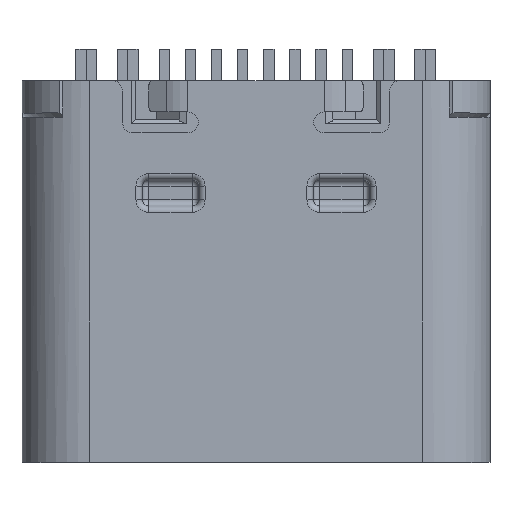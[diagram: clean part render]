
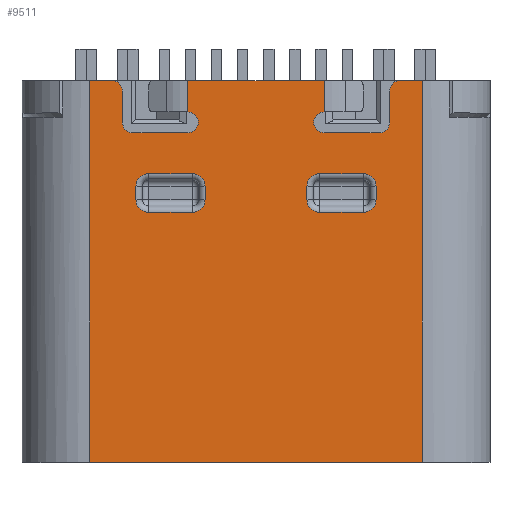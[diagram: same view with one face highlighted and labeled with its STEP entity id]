
A CAD part, top view. The second image highlights one B-rep face of the part: STEP entity #9511.
In plain terms, the highlighted planar face has unit normal (0, 0, 1).
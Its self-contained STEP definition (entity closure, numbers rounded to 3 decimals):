
#89=FACE_BOUND('',#1554,.T.);
#90=FACE_BOUND('',#1555,.T.);
#430=CIRCLE('',#10278,0.2);
#431=CIRCLE('',#10279,0.2);
#432=CIRCLE('',#10280,0.2);
#433=CIRCLE('',#10281,0.2);
#434=CIRCLE('',#10282,0.2);
#435=CIRCLE('',#10283,0.2);
#436=CIRCLE('',#10284,0.24);
#437=CIRCLE('',#10285,0.24);
#438=CIRCLE('',#10286,0.24);
#439=CIRCLE('',#10287,0.24);
#440=CIRCLE('',#10288,0.24);
#441=CIRCLE('',#10289,0.24);
#442=CIRCLE('',#10290,0.24);
#443=CIRCLE('',#10291,0.24);
#981=FACE_OUTER_BOUND('',#1553,.T.);
#1553=EDGE_LOOP('',(#7657,#7658,#7659,#7660,#7661,#7662,#7663,#7664,#7665,
#7666,#7667,#7668,#7669,#7670,#7671,#7672,#7673,#7674));
#1554=EDGE_LOOP('',(#7675,#7676,#7677,#7678,#7679,#7680,#7681,#7682));
#1555=EDGE_LOOP('',(#7683,#7684,#7685,#7686,#7687,#7688,#7689,#7690));
#2437=LINE('',#15139,#3442);
#2516=LINE('',#15433,#3521);
#2518=LINE('',#15443,#3523);
#2519=LINE('',#15445,#3524);
#2520=LINE('',#15447,#3525);
#2521=LINE('',#15451,#3526);
#2522=LINE('',#15455,#3527);
#2523=LINE('',#15459,#3528);
#2524=LINE('',#15461,#3529);
#2525=LINE('',#15463,#3530);
#2526=LINE('',#15467,#3531);
#2527=LINE('',#15470,#3532);
#2528=LINE('',#15473,#3533);
#2529=LINE('',#15477,#3534);
#2530=LINE('',#15481,#3535);
#2531=LINE('',#15485,#3536);
#2532=LINE('',#15489,#3537);
#2533=LINE('',#15493,#3538);
#2534=LINE('',#15497,#3539);
#2535=LINE('',#15501,#3540);
#3442=VECTOR('',#12106,1.);
#3521=VECTOR('',#12371,1.);
#3523=VECTOR('',#12381,1.);
#3524=VECTOR('',#12382,1.);
#3525=VECTOR('',#12383,1.);
#3526=VECTOR('',#12386,1.);
#3527=VECTOR('',#12389,1.);
#3528=VECTOR('',#12392,1.);
#3529=VECTOR('',#12393,1.);
#3530=VECTOR('',#12394,1.);
#3531=VECTOR('',#12397,1.);
#3532=VECTOR('',#12400,1.);
#3533=VECTOR('',#12401,1.);
#3534=VECTOR('',#12404,1.);
#3535=VECTOR('',#12407,1.);
#3536=VECTOR('',#12410,1.);
#3537=VECTOR('',#12413,1.);
#3538=VECTOR('',#12416,1.);
#3539=VECTOR('',#12419,1.);
#3540=VECTOR('',#12422,1.);
#4272=VERTEX_POINT('',#15136);
#4273=VERTEX_POINT('',#15138);
#4387=VERTEX_POINT('',#15432);
#4390=VERTEX_POINT('',#15440);
#4391=VERTEX_POINT('',#15441);
#4392=VERTEX_POINT('',#15444);
#4393=VERTEX_POINT('',#15446);
#4394=VERTEX_POINT('',#15448);
#4395=VERTEX_POINT('',#15450);
#4396=VERTEX_POINT('',#15452);
#4397=VERTEX_POINT('',#15454);
#4398=VERTEX_POINT('',#15456);
#4399=VERTEX_POINT('',#15458);
#4400=VERTEX_POINT('',#15460);
#4401=VERTEX_POINT('',#15462);
#4402=VERTEX_POINT('',#15464);
#4403=VERTEX_POINT('',#15466);
#4404=VERTEX_POINT('',#15468);
#4405=VERTEX_POINT('',#15471);
#4406=VERTEX_POINT('',#15472);
#4407=VERTEX_POINT('',#15474);
#4408=VERTEX_POINT('',#15476);
#4409=VERTEX_POINT('',#15478);
#4410=VERTEX_POINT('',#15480);
#4411=VERTEX_POINT('',#15482);
#4412=VERTEX_POINT('',#15484);
#4413=VERTEX_POINT('',#15487);
#4414=VERTEX_POINT('',#15488);
#4415=VERTEX_POINT('',#15490);
#4416=VERTEX_POINT('',#15492);
#4417=VERTEX_POINT('',#15494);
#4418=VERTEX_POINT('',#15496);
#4419=VERTEX_POINT('',#15498);
#4420=VERTEX_POINT('',#15500);
#5376=EDGE_CURVE('',#4273,#4272,#2437,.T.);
#5521=EDGE_CURVE('',#4387,#4273,#2516,.T.);
#5525=EDGE_CURVE('',#4390,#4391,#430,.T.);
#5526=EDGE_CURVE('',#4391,#4387,#2518,.T.);
#5527=EDGE_CURVE('',#4272,#4392,#2519,.T.);
#5528=EDGE_CURVE('',#4392,#4393,#2520,.T.);
#5529=EDGE_CURVE('',#4393,#4394,#431,.T.);
#5530=EDGE_CURVE('',#4394,#4395,#2521,.T.);
#5531=EDGE_CURVE('',#4396,#4395,#432,.T.);
#5532=EDGE_CURVE('',#4396,#4397,#2522,.T.);
#5533=EDGE_CURVE('',#4398,#4397,#433,.T.);
#5534=EDGE_CURVE('',#4398,#4399,#2523,.T.);
#5535=EDGE_CURVE('',#4399,#4400,#2524,.T.);
#5536=EDGE_CURVE('',#4401,#4400,#2525,.T.);
#5537=EDGE_CURVE('',#4402,#4401,#434,.T.);
#5538=EDGE_CURVE('',#4403,#4402,#2526,.T.);
#5539=EDGE_CURVE('',#4404,#4403,#435,.T.);
#5540=EDGE_CURVE('',#4390,#4404,#2527,.T.);
#5541=EDGE_CURVE('',#4405,#4406,#2528,.T.);
#5542=EDGE_CURVE('',#4406,#4407,#436,.T.);
#5543=EDGE_CURVE('',#4407,#4408,#2529,.T.);
#5544=EDGE_CURVE('',#4408,#4409,#437,.T.);
#5545=EDGE_CURVE('',#4409,#4410,#2530,.T.);
#5546=EDGE_CURVE('',#4410,#4411,#438,.T.);
#5547=EDGE_CURVE('',#4411,#4412,#2531,.T.);
#5548=EDGE_CURVE('',#4405,#4412,#439,.T.);
#5549=EDGE_CURVE('',#4413,#4414,#2532,.T.);
#5550=EDGE_CURVE('',#4414,#4415,#440,.T.);
#5551=EDGE_CURVE('',#4415,#4416,#2533,.T.);
#5552=EDGE_CURVE('',#4416,#4417,#441,.T.);
#5553=EDGE_CURVE('',#4417,#4418,#2534,.T.);
#5554=EDGE_CURVE('',#4418,#4419,#442,.T.);
#5555=EDGE_CURVE('',#4419,#4420,#2535,.T.);
#5556=EDGE_CURVE('',#4413,#4420,#443,.T.);
#7657=ORIENTED_EDGE('',*,*,#5525,.T.);
#7658=ORIENTED_EDGE('',*,*,#5526,.T.);
#7659=ORIENTED_EDGE('',*,*,#5521,.T.);
#7660=ORIENTED_EDGE('',*,*,#5376,.T.);
#7661=ORIENTED_EDGE('',*,*,#5527,.T.);
#7662=ORIENTED_EDGE('',*,*,#5528,.T.);
#7663=ORIENTED_EDGE('',*,*,#5529,.T.);
#7664=ORIENTED_EDGE('',*,*,#5530,.T.);
#7665=ORIENTED_EDGE('',*,*,#5531,.F.);
#7666=ORIENTED_EDGE('',*,*,#5532,.T.);
#7667=ORIENTED_EDGE('',*,*,#5533,.F.);
#7668=ORIENTED_EDGE('',*,*,#5534,.T.);
#7669=ORIENTED_EDGE('',*,*,#5535,.T.);
#7670=ORIENTED_EDGE('',*,*,#5536,.F.);
#7671=ORIENTED_EDGE('',*,*,#5537,.F.);
#7672=ORIENTED_EDGE('',*,*,#5538,.F.);
#7673=ORIENTED_EDGE('',*,*,#5539,.F.);
#7674=ORIENTED_EDGE('',*,*,#5540,.F.);
#7675=ORIENTED_EDGE('',*,*,#5541,.T.);
#7676=ORIENTED_EDGE('',*,*,#5542,.T.);
#7677=ORIENTED_EDGE('',*,*,#5543,.T.);
#7678=ORIENTED_EDGE('',*,*,#5544,.T.);
#7679=ORIENTED_EDGE('',*,*,#5545,.T.);
#7680=ORIENTED_EDGE('',*,*,#5546,.T.);
#7681=ORIENTED_EDGE('',*,*,#5547,.T.);
#7682=ORIENTED_EDGE('',*,*,#5548,.F.);
#7683=ORIENTED_EDGE('',*,*,#5549,.T.);
#7684=ORIENTED_EDGE('',*,*,#5550,.T.);
#7685=ORIENTED_EDGE('',*,*,#5551,.T.);
#7686=ORIENTED_EDGE('',*,*,#5552,.T.);
#7687=ORIENTED_EDGE('',*,*,#5553,.T.);
#7688=ORIENTED_EDGE('',*,*,#5554,.T.);
#7689=ORIENTED_EDGE('',*,*,#5555,.T.);
#7690=ORIENTED_EDGE('',*,*,#5556,.F.);
#9126=PLANE('',#10277);
#9511=ADVANCED_FACE('',(#981,#89,#90),#9126,.T.);
#10277=AXIS2_PLACEMENT_3D('',#15439,#12377,#12378);
#10278=AXIS2_PLACEMENT_3D('',#15442,#12379,#12380);
#10279=AXIS2_PLACEMENT_3D('',#15449,#12384,#12385);
#10280=AXIS2_PLACEMENT_3D('',#15453,#12387,#12388);
#10281=AXIS2_PLACEMENT_3D('',#15457,#12390,#12391);
#10282=AXIS2_PLACEMENT_3D('',#15465,#12395,#12396);
#10283=AXIS2_PLACEMENT_3D('',#15469,#12398,#12399);
#10284=AXIS2_PLACEMENT_3D('',#15475,#12402,#12403);
#10285=AXIS2_PLACEMENT_3D('',#15479,#12405,#12406);
#10286=AXIS2_PLACEMENT_3D('',#15483,#12408,#12409);
#10287=AXIS2_PLACEMENT_3D('',#15486,#12411,#12412);
#10288=AXIS2_PLACEMENT_3D('',#15491,#12414,#12415);
#10289=AXIS2_PLACEMENT_3D('',#15495,#12417,#12418);
#10290=AXIS2_PLACEMENT_3D('',#15499,#12420,#12421);
#10291=AXIS2_PLACEMENT_3D('',#15502,#12423,#12424);
#12106=DIRECTION('',(1.,0.,0.));
#12371=DIRECTION('',(0.,-1.,0.));
#12377=DIRECTION('center_axis',(0.,0.,1.));
#12378=DIRECTION('ref_axis',(1.,0.,0.));
#12379=DIRECTION('center_axis',(0.,0.,1.));
#12380=DIRECTION('ref_axis',(1.,0.,0.));
#12381=DIRECTION('',(-1.,0.,0.));
#12382=DIRECTION('',(0.,1.,0.));
#12383=DIRECTION('',(-1.,0.,0.));
#12384=DIRECTION('center_axis',(0.,0.,1.));
#12385=DIRECTION('ref_axis',(1.,0.,0.));
#12386=DIRECTION('',(0.,-1.,0.));
#12387=DIRECTION('center_axis',(0.,0.,1.));
#12388=DIRECTION('ref_axis',(1.,0.,0.));
#12389=DIRECTION('',(-1.,0.,0.));
#12390=DIRECTION('center_axis',(0.,0.,1.));
#12391=DIRECTION('ref_axis',(1.,0.,0.));
#12392=DIRECTION('',(0.,1.,0.));
#12393=DIRECTION('',(-1.,0.,0.));
#12394=DIRECTION('',(0.,1.,0.));
#12395=DIRECTION('center_axis',(0.,0.,1.));
#12396=DIRECTION('ref_axis',(1.,0.,0.));
#12397=DIRECTION('',(1.,0.,0.));
#12398=DIRECTION('center_axis',(0.,0.,1.));
#12399=DIRECTION('ref_axis',(1.,0.,0.));
#12400=DIRECTION('',(0.,-1.,0.));
#12401=DIRECTION('',(0.,1.,0.));
#12402=DIRECTION('center_axis',(0.,0.,-1.));
#12403=DIRECTION('ref_axis',(-1.,0.,0.));
#12404=DIRECTION('',(1.,0.,0.));
#12405=DIRECTION('center_axis',(0.,0.,-1.));
#12406=DIRECTION('ref_axis',(0.,1.,0.));
#12407=DIRECTION('',(0.,-1.,0.));
#12408=DIRECTION('center_axis',(0.,0.,-1.));
#12409=DIRECTION('ref_axis',(1.,0.,0.));
#12410=DIRECTION('',(-1.,0.,0.));
#12411=DIRECTION('center_axis',(0.,0.,1.));
#12412=DIRECTION('ref_axis',(-1.,0.,0.));
#12413=DIRECTION('',(1.,0.,0.));
#12414=DIRECTION('center_axis',(0.,0.,-1.));
#12415=DIRECTION('ref_axis',(0.,1.,0.));
#12416=DIRECTION('',(0.,-1.,0.));
#12417=DIRECTION('center_axis',(0.,0.,-1.));
#12418=DIRECTION('ref_axis',(1.,0.,0.));
#12419=DIRECTION('',(-1.,0.,0.));
#12420=DIRECTION('center_axis',(0.,0.,-1.));
#12421=DIRECTION('ref_axis',(0.,-1.,0.));
#12422=DIRECTION('',(0.,1.,0.));
#12423=DIRECTION('center_axis',(0.,0.,1.));
#12424=DIRECTION('ref_axis',(0.,1.,0.));
#15136=CARTESIAN_POINT('',(7.65,0.,3.16));
#15138=CARTESIAN_POINT('',(1.3,0.,3.16));
#15139=CARTESIAN_POINT('',(1.3,0.,3.16));
#15432=CARTESIAN_POINT('',(1.3,7.3,3.16));
#15433=CARTESIAN_POINT('',(1.3,7.3,3.16));
#15439=CARTESIAN_POINT('Origin',(4.475,3.973,3.16));
#15440=CARTESIAN_POINT('',(1.92,7.1,3.16));
#15441=CARTESIAN_POINT('',(1.72,7.3,3.16));
#15442=CARTESIAN_POINT('Origin',(1.72,7.1,3.16));
#15443=CARTESIAN_POINT('',(1.72,7.3,3.16));
#15444=CARTESIAN_POINT('',(7.65,7.3,3.16));
#15445=CARTESIAN_POINT('',(7.65,0.,3.16));
#15446=CARTESIAN_POINT('',(7.23,7.3,3.16));
#15447=CARTESIAN_POINT('',(7.65,7.3,3.16));
#15448=CARTESIAN_POINT('',(7.03,7.1,3.16));
#15449=CARTESIAN_POINT('Origin',(7.23,7.1,3.16));
#15450=CARTESIAN_POINT('',(7.03,6.5,3.16));
#15451=CARTESIAN_POINT('',(7.03,7.1,3.16));
#15452=CARTESIAN_POINT('',(6.83,6.3,3.16));
#15453=CARTESIAN_POINT('Origin',(6.83,6.5,3.16));
#15454=CARTESIAN_POINT('',(5.78,6.3,3.16));
#15455=CARTESIAN_POINT('',(6.83,6.3,3.16));
#15456=CARTESIAN_POINT('',(5.78,6.7,3.16));
#15457=CARTESIAN_POINT('Origin',(5.78,6.5,3.16));
#15458=CARTESIAN_POINT('',(5.78,7.3,3.16));
#15459=CARTESIAN_POINT('',(5.78,6.7,3.16));
#15460=CARTESIAN_POINT('',(3.17,7.3,3.16));
#15461=CARTESIAN_POINT('',(5.78,7.3,3.16));
#15462=CARTESIAN_POINT('',(3.17,6.7,3.16));
#15463=CARTESIAN_POINT('',(3.17,6.7,3.16));
#15464=CARTESIAN_POINT('',(3.17,6.3,3.16));
#15465=CARTESIAN_POINT('Origin',(3.17,6.5,3.16));
#15466=CARTESIAN_POINT('',(2.12,6.3,3.16));
#15467=CARTESIAN_POINT('',(2.12,6.3,3.16));
#15468=CARTESIAN_POINT('',(1.92,6.5,3.16));
#15469=CARTESIAN_POINT('Origin',(2.12,6.5,3.16));
#15470=CARTESIAN_POINT('',(1.92,7.1,3.16));
#15471=CARTESIAN_POINT('',(5.45,5.02,3.16));
#15472=CARTESIAN_POINT('',(5.45,5.28,3.16));
#15473=CARTESIAN_POINT('',(5.45,4.9,3.16));
#15474=CARTESIAN_POINT('',(5.69,5.52,3.16));
#15475=CARTESIAN_POINT('Origin',(5.69,5.28,3.16));
#15476=CARTESIAN_POINT('',(6.53,5.52,3.16));
#15477=CARTESIAN_POINT('',(5.57,5.52,3.16));
#15478=CARTESIAN_POINT('',(6.77,5.28,3.16));
#15479=CARTESIAN_POINT('Origin',(6.53,5.28,3.16));
#15480=CARTESIAN_POINT('',(6.77,5.02,3.16));
#15481=CARTESIAN_POINT('',(6.77,5.4,3.16));
#15482=CARTESIAN_POINT('',(6.53,4.78,3.16));
#15483=CARTESIAN_POINT('Origin',(6.53,5.02,3.16));
#15484=CARTESIAN_POINT('',(5.69,4.78,3.16));
#15485=CARTESIAN_POINT('',(6.65,4.78,3.16));
#15486=CARTESIAN_POINT('Origin',(5.69,5.02,3.16));
#15487=CARTESIAN_POINT('',(2.42,5.52,3.16));
#15488=CARTESIAN_POINT('',(3.26,5.52,3.16));
#15489=CARTESIAN_POINT('',(2.3,5.52,3.16));
#15490=CARTESIAN_POINT('',(3.5,5.28,3.16));
#15491=CARTESIAN_POINT('Origin',(3.26,5.28,3.16));
#15492=CARTESIAN_POINT('',(3.5,5.02,3.16));
#15493=CARTESIAN_POINT('',(3.5,5.4,3.16));
#15494=CARTESIAN_POINT('',(3.26,4.78,3.16));
#15495=CARTESIAN_POINT('Origin',(3.26,5.02,3.16));
#15496=CARTESIAN_POINT('',(2.42,4.78,3.16));
#15497=CARTESIAN_POINT('',(3.38,4.78,3.16));
#15498=CARTESIAN_POINT('',(2.18,5.02,3.16));
#15499=CARTESIAN_POINT('Origin',(2.42,5.02,3.16));
#15500=CARTESIAN_POINT('',(2.18,5.28,3.16));
#15501=CARTESIAN_POINT('',(2.18,4.9,3.16));
#15502=CARTESIAN_POINT('Origin',(2.42,5.28,3.16));
